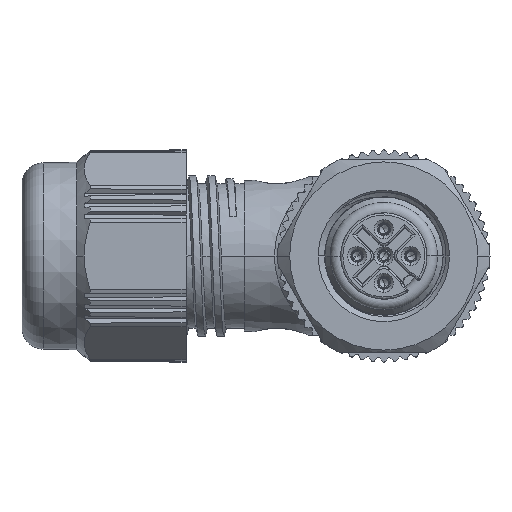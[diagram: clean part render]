
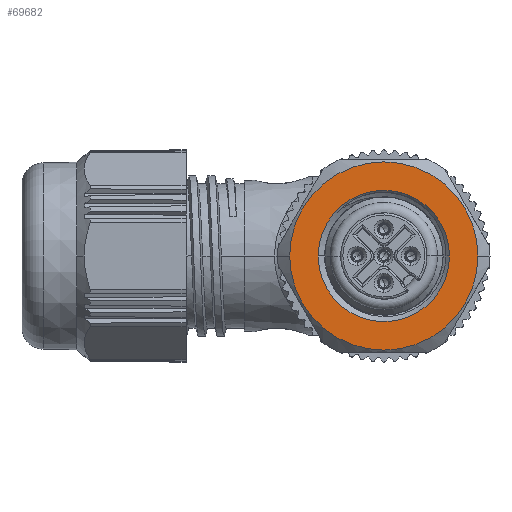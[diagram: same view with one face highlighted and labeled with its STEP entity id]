
A CAD part, front view. The second image highlights one B-rep face of the part: STEP entity #69682.
In plain terms, the highlighted planar face has unit normal (0, -1, 0).
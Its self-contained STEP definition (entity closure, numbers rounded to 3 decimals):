
#14592=CARTESIAN_POINT('',(0.,-8.55,0.));
#14593=DIRECTION('',(0.,1.,0.));
#14594=DIRECTION('',(-1.,0.,0.));
#14595=AXIS2_PLACEMENT_3D('',#14592,#14593,#14594);
#14597=CARTESIAN_POINT('',(0.,-8.55,0.));
#14598=DIRECTION('',(0.,1.,0.));
#14599=DIRECTION('',(1.,0.,0.));
#14600=AXIS2_PLACEMENT_3D('',#14597,#14598,#14599);
#14727=CARTESIAN_POINT('',(0.,-8.55,0.));
#14728=DIRECTION('',(0.,1.,0.));
#14729=DIRECTION('',(-1.,0.,0.));
#14730=AXIS2_PLACEMENT_3D('',#14727,#14728,#14729);
#17421=CARTESIAN_POINT('',(0.,-8.55,0.));
#17422=DIRECTION('',(0.,1.,0.));
#17423=DIRECTION('',(1.,0.,0.));
#17424=AXIS2_PLACEMENT_3D('',#17421,#17422,#17423);
#54163=CARTESIAN_POINT('',(-8.779,-8.55,0.));
#54164=CARTESIAN_POINT('',(8.779,-8.55,0.));
#54165=VERTEX_POINT('',#54163);
#54166=VERTEX_POINT('',#54164);
#54177=CARTESIAN_POINT('',(-6.125,-8.55,0.));
#54178=VERTEX_POINT('',#54177);
#54179=CARTESIAN_POINT('',(6.125,-8.55,0.));
#54181=VERTEX_POINT('',#54179);
#69666=CARTESIAN_POINT('',(0.,-8.55,0.));
#69667=DIRECTION('',(0.,1.,0.));
#69668=DIRECTION('',(1.,0.,0.));
#69669=AXIS2_PLACEMENT_3D('',#69666,#69667,#69668);
#69670=PLANE('',#69669);
#69671=ORIENTED_EDGE('',*,*,#69648,.T.);
#69673=ORIENTED_EDGE('',*,*,#69672,.T.);
#69674=EDGE_LOOP('',(#69671,#69673));
#69675=FACE_OUTER_BOUND('',#69674,.F.);
#69677=ORIENTED_EDGE('',*,*,#69676,.F.);
#69679=ORIENTED_EDGE('',*,*,#69678,.F.);
#69680=EDGE_LOOP('',(#69677,#69679));
#69681=FACE_BOUND('',#69680,.F.);
#69682=ADVANCED_FACE('',(#69675,#69681),#69670,.F.);
#14596=CIRCLE('',#14595,8.779);
#14601=CIRCLE('',#14600,8.779);
#14731=CIRCLE('',#14730,6.125);
#17425=CIRCLE('',#17424,6.125);
#69648=EDGE_CURVE('',#54165,#54166,#14596,.T.);
#69672=EDGE_CURVE('',#54166,#54165,#14601,.T.);
#69676=EDGE_CURVE('',#54178,#54181,#14731,.T.);
#69678=EDGE_CURVE('',#54181,#54178,#17425,.T.);
